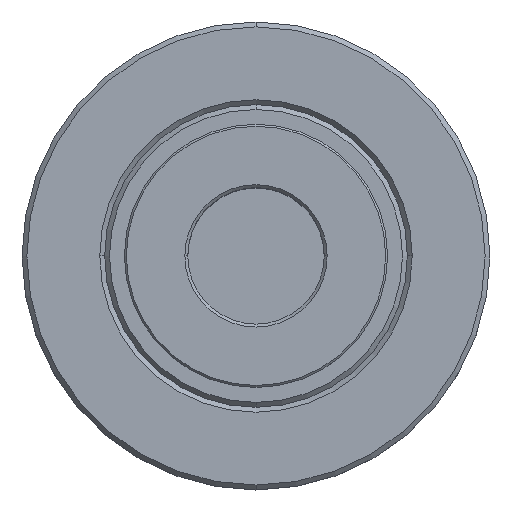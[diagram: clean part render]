
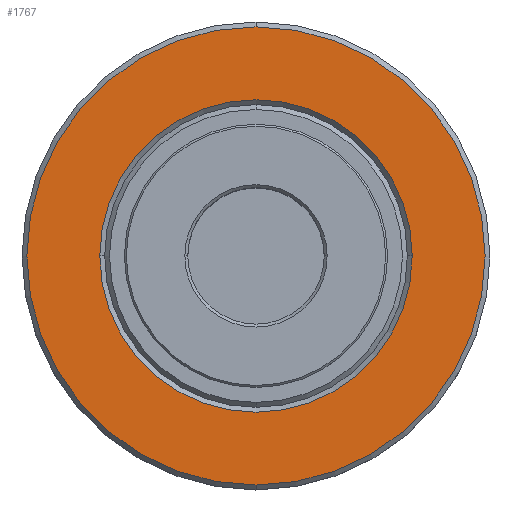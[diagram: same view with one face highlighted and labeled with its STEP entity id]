
A CAD part, top view. The second image highlights one B-rep face of the part: STEP entity #1767.
In plain terms, the highlighted planar face has unit normal (0, 0, 1).
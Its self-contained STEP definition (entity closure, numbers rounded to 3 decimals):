
#13 = CIRCLE ( 'NONE', #824, 16.025 ) ;
#14 = EDGE_CURVE ( 'NONE', #1012, #59, #1432, .T. ) ;
#59 = VERTEX_POINT ( 'NONE', #815 ) ;
#63 = DIRECTION ( 'NONE',  ( 0., 0., 1. ) ) ;
#71 = DIRECTION ( 'NONE',  ( 0., 0., -1. ) ) ;
#392 = ORIENTED_EDGE ( 'NONE', *, *, #14, .T. ) ;
#407 = CIRCLE ( 'NONE', #1678, 23.5 ) ;
#469 = VERTEX_POINT ( 'NONE', #1211 ) ;
#627 = DIRECTION ( 'NONE',  ( 0., 0., 1. ) ) ;
#662 = ORIENTED_EDGE ( 'NONE', *, *, #778, .T. ) ;
#699 = DIRECTION ( 'NONE',  ( 0., 0., -1. ) ) ;
#778 = EDGE_CURVE ( 'NONE', #1723, #469, #1602, .T. ) ;
#815 = CARTESIAN_POINT ( 'NONE',  ( 0., 23.5, 12.438 ) ) ;
#824 = AXIS2_PLACEMENT_3D ( 'NONE', #983, #71, #1133 ) ;
#842 = PLANE ( 'NONE',  #1920 ) ;
#881 = FACE_BOUND ( 'NONE', #1917, .T. ) ;
#905 = AXIS2_PLACEMENT_3D ( 'NONE', #972, #63, #1878 ) ;
#972 = CARTESIAN_POINT ( 'NONE',  ( 0., 0., 12.438 ) ) ;
#983 = CARTESIAN_POINT ( 'NONE',  ( 0., 0., 12.438 ) ) ;
#991 = DIRECTION ( 'NONE',  ( 1., 0., 0. ) ) ;
#1012 = VERTEX_POINT ( 'NONE', #1820 ) ;
#1065 = EDGE_CURVE ( 'NONE', #59, #1012, #407, .T. ) ;
#1133 = DIRECTION ( 'NONE',  ( 1., 0., 0. ) ) ;
#1168 = EDGE_CURVE ( 'NONE', #469, #1723, #13, .T. ) ;
#1186 = ORIENTED_EDGE ( 'NONE', *, *, #1065, .T. ) ;
#1211 = CARTESIAN_POINT ( 'NONE',  ( 16.025, 0., 12.438 ) ) ;
#1220 = ORIENTED_EDGE ( 'NONE', *, *, #1168, .T. ) ;
#1283 = FACE_OUTER_BOUND ( 'NONE', #1856, .T. ) ;
#1432 = CIRCLE ( 'NONE', #905, 23.5 ) ;
#1546 = CARTESIAN_POINT ( 'NONE',  ( 0., 0., 12.438 ) ) ;
#1602 = CIRCLE ( 'NONE', #1805, 16.025 ) ;
#1603 = CARTESIAN_POINT ( 'NONE',  ( -23.782, -23.782, 12.438 ) ) ;
#1614 = CARTESIAN_POINT ( 'NONE',  ( 0., 0., 12.438 ) ) ;
#1678 = AXIS2_PLACEMENT_3D ( 'NONE', #1546, #627, #1696 ) ;
#1696 = DIRECTION ( 'NONE',  ( 0., 1., 0. ) ) ;
#1720 = CARTESIAN_POINT ( 'NONE',  ( -16.025, 0., 12.438 ) ) ;
#1723 = VERTEX_POINT ( 'NONE', #1720 ) ;
#1756 = DIRECTION ( 'NONE',  ( 1., 0., 0. ) ) ;
#1767 = ADVANCED_FACE ( 'NONE', ( #881, #1283 ), #842, .T. ) ;
#1805 = AXIS2_PLACEMENT_3D ( 'NONE', #1614, #699, #1756 ) ;
#1820 = CARTESIAN_POINT ( 'NONE',  ( 0., -23.5, 12.438 ) ) ;
#1856 = EDGE_LOOP ( 'NONE', ( #1186, #392 ) ) ;
#1878 = DIRECTION ( 'NONE',  ( 0., 1., 0. ) ) ;
#1899 = DIRECTION ( 'NONE',  ( 0., 0., 1. ) ) ;
#1917 = EDGE_LOOP ( 'NONE', ( #1220, #662 ) ) ;
#1920 = AXIS2_PLACEMENT_3D ( 'NONE', #1603, #1899, #991 ) ;
